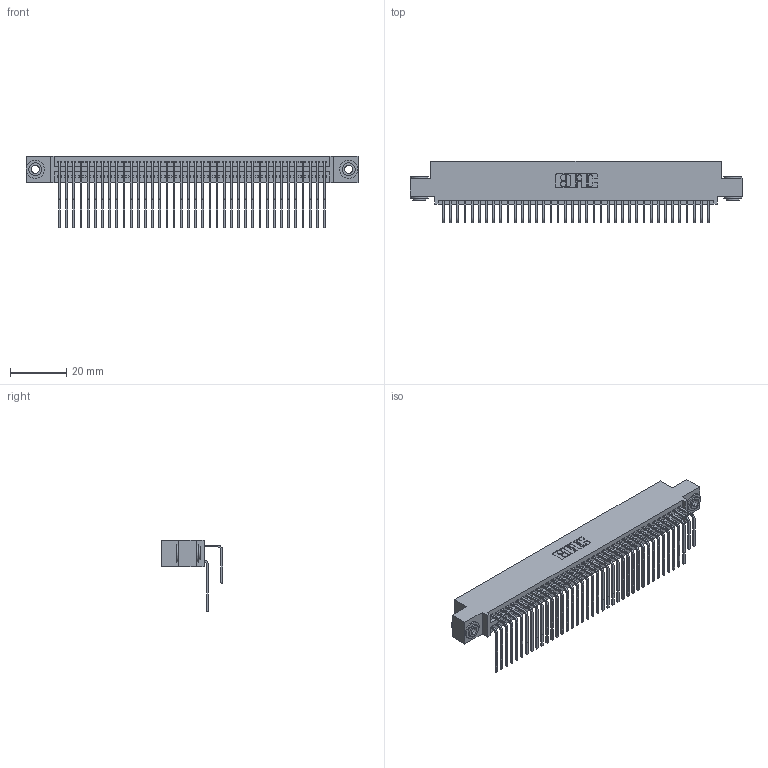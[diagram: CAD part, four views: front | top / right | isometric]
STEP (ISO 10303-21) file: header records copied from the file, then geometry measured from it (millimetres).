
FILE_DESCRIPTION (( 'STEP AP203' ), '1' );
FILE_NAME ('395-076-558-503.STEP', '2019-10-24T17:37:23', ( '' ), ( '' ), 'SwSTEP 2.0', 'SolidWorks 2016', '' );
FILE_SCHEMA (( 'CONFIG_CONTROL_DESIGN' ));
Length unit declared in the file: inch
Products named in the file (5): 395-076-558-503; 345 Part_0.110 Offset - 0.156 Dia-TH; 345-292-001_558 559 Tail - 1; 345-292-001_558 Tail - 2; 345-250-002_345-250-002-102
Assembly tree (79 placements, depth 2):
  395-076-558-503
    345 Part_0.110 Offset - 0.156 Dia-TH
    345-292-001_558 559 Tail - 1  x38
    345-292-001_558 Tail - 2  x38
    345-250-002_345-250-002-102  x2
Bounding box: 117.73 x 21.83 x 25.53 mm (x, y, z)
Volume: 11783.6 mm3; surface area: 19700.1 mm2
Topology: 79 solids, 79 shells, 4120 faces, 12209 edges, 8034 vertices
Faces by surface type: plane 2754, cylinder 1358, cone 8
Entity records: 32788 total; most frequent: CARTESIAN_POINT 5522, ORIENTED_EDGE 5398, DIRECTION 4877, EDGE_CURVE 2699, VECTOR 2351, LINE 2351, VERTEX_POINT 1794, AXIS2_PLACEMENT_3D 1263
